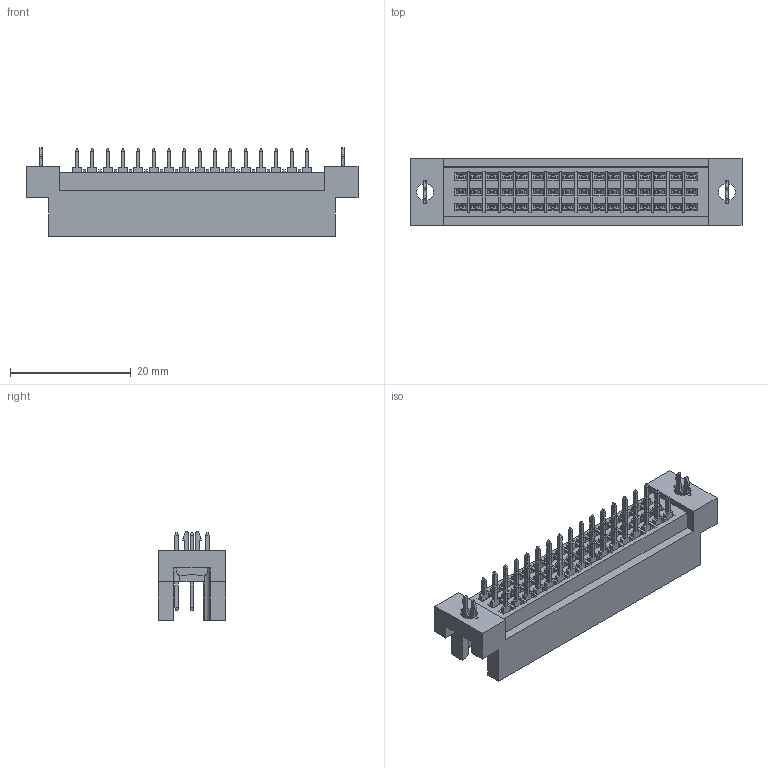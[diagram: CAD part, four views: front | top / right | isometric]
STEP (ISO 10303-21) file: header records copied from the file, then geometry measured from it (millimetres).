
FILE_DESCRIPTION( ('This file contains a STEP AP42 implementation' ,'as created by ZW3D STEP Interface translator.') ,'2;1' );
FILE_NAME( '3410-3XXAMSXXWAX.stp' ,'2310 9.141312', (''), ('ZWCAD Software Co.'), 'Version 1.0', 'ZW3D to STEP translator', '' );
FILE_SCHEMA(('AUTOMOTIVE_DESIGN { 1 0 10303 214 1 1 1 1 }'));
Length unit declared in the file: millimetre
Products named in the file (1): 0
Bounding box: 55 x 11.1 x 14.7 mm (x, y, z)
Volume: 2931.6 mm3; surface area: 6122.9 mm2
Topology: 1 solids, 1 shells, 2424 faces, 7391 edges, 4678 vertices
Faces by surface type: plane 2082, cylinder 342
Entity records: 84279 total; most frequent: ORIENTED_EDGE 14782, CARTESIAN_POINT 14494, DIRECTION 12925, EDGE_CURVE 7391, VECTOR 6707, LINE 6707, VERTEX_POINT 4678, AXIS2_PLACEMENT_3D 3109
